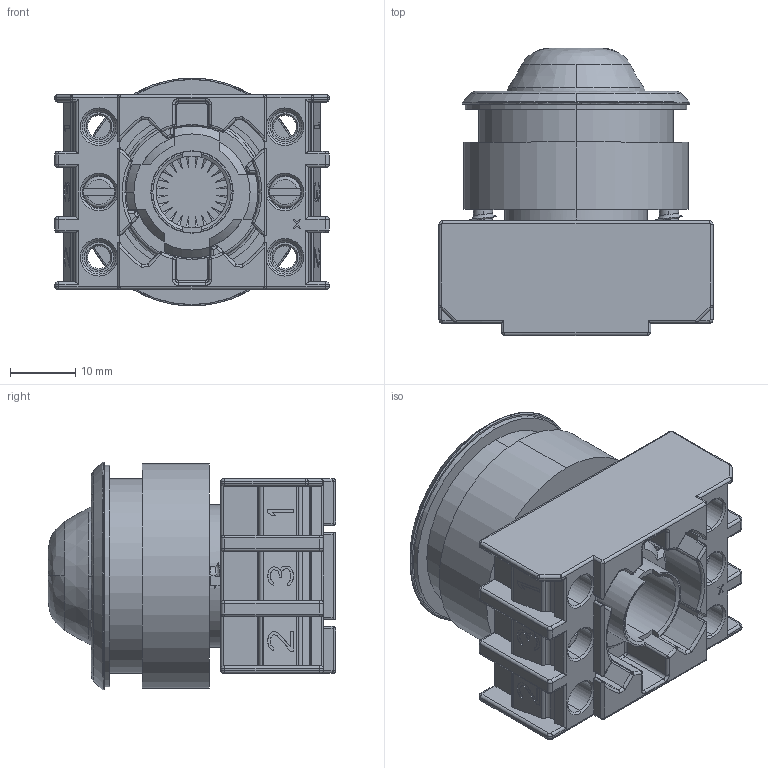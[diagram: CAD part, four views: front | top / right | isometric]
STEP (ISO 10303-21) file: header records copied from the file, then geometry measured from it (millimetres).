
FILE_DESCRIPTION (( 'STEP AP203' ), '1' );
FILE_NAME ('EMLH.VRT.step', '2020-12-14T22:37:37', ( '' ), ( '' ), 'SwSTEP 2.0', 'SolidWorks 2019', '' );
FILE_SCHEMA (( 'CONFIG_CONTROL_DESIGN' ));
Length unit declared in the file: millimetre
Products named in the file (1): EMLH.VRT
Bounding box: 42 x 44.05 x 34.93 mm (x, y, z)
Volume: 22576.8 mm3; surface area: 22230.9 mm2
Topology: 3 solids, 3 shells, 1622 faces, 4323 edges, 2685 vertices
Faces by surface type: plane 641, cylinder 498, bspline 298, cone 162, torus 23
Entity records: 68446 total; most frequent: CARTESIAN_POINT 30667, ORIENTED_EDGE 8562, DIRECTION 7114, EDGE_CURVE 4281, VERTEX_POINT 2685, AXIS2_PLACEMENT_3D 2452, VECTOR 2210, LINE 2210
